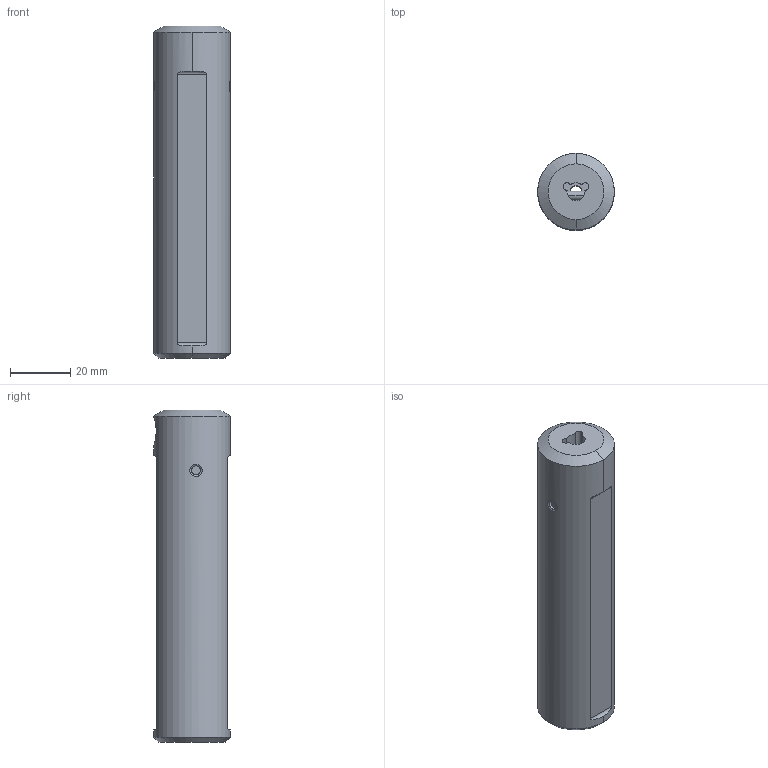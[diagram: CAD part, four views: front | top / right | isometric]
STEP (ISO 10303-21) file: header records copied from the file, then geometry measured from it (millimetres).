
FILE_DESCRIPTION (( 'STEP AP203' ), '1' );
FILE_NAME ('ZBR0601000.STEP', '2023-06-05T01:16:00', ( '' ), ( '' ), 'SwSTEP 2.0', 'SolidWorks 2018', '' );
FILE_SCHEMA (( 'CONFIG_CONTROL_DESIGN' ));
Length unit declared in the file: millimetre
Products named in the file (1): ZBR0601000
Bounding box: 25.4 x 25.4 x 110 mm (x, y, z)
Volume: 51907.1 mm3; surface area: 11379 mm2
Topology: 1 solids, 1 shells, 43 faces, 116 edges, 74 vertices
Faces by surface type: cylinder 24, cone 8, plane 7, bspline 4
Entity records: 3942 total; most frequent: CARTESIAN_POINT 2839, ORIENTED_EDGE 232, DIRECTION 190, EDGE_CURVE 116, VERTEX_POINT 74, AXIS2_PLACEMENT_3D 74, EDGE_LOOP 48, FACE_OUTER_BOUND 43
